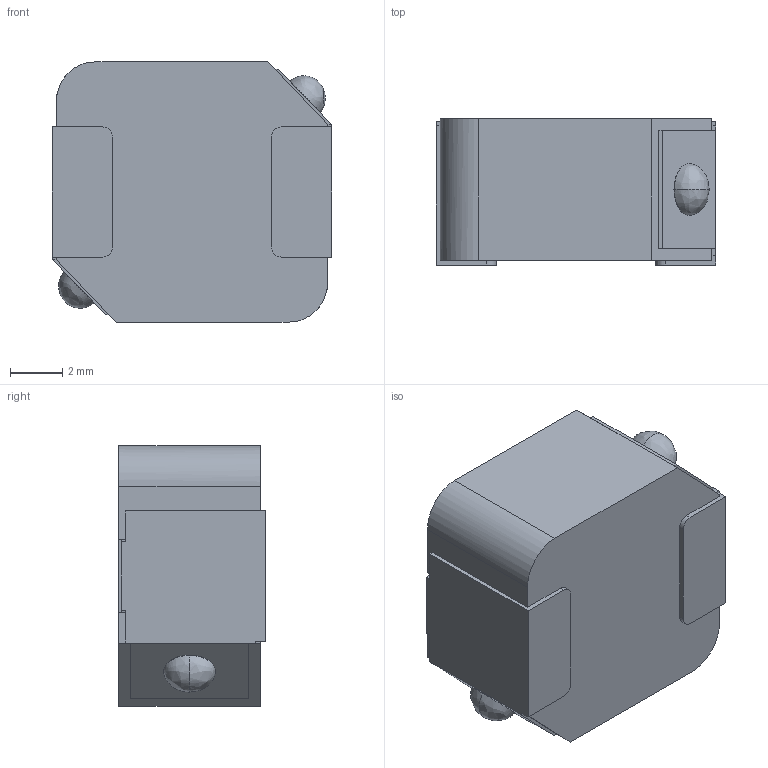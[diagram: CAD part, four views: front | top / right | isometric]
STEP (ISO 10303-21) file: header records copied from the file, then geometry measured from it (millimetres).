
FILE_DESCRIPTION(('FreeCAD Model'),'2;1');
FILE_NAME('SPM100.STEP','2020-09-10T13:26:45',('Author'),(''), 'Open CASCADE STEP processor 7.3','FreeCAD','Unknown');
FILE_SCHEMA(('AUTOMOTIVE_DESIGN { 1 0 10303 214 1 1 1 1 }'));
Length unit declared in the file: millimetre
Products named in the file (1): User_Library-SPM6530TYPE001
Bounding box: 10.66 x 5.58 x 9.92 mm (x, y, z)
Volume: 535.7 mm3; surface area: 636.3 mm2
Topology: 3 solids, 3 shells, 90 faces, 696 edges, 2006 vertices
Faces by surface type: bspline 90
Entity records: 8184 total; most frequent: CARTESIAN_POINT 4119, B_SPLINE_CURVE_WITH_KNOTS 552, GEOMETRIC_CURVE_SET 465, ORIENTED_EDGE 464, TRIMMED_CURVE 464, EDGE_CURVE 232, STYLED_ITEM 153, PRESENTATION_STYLE_ASSIGNMENT 153
